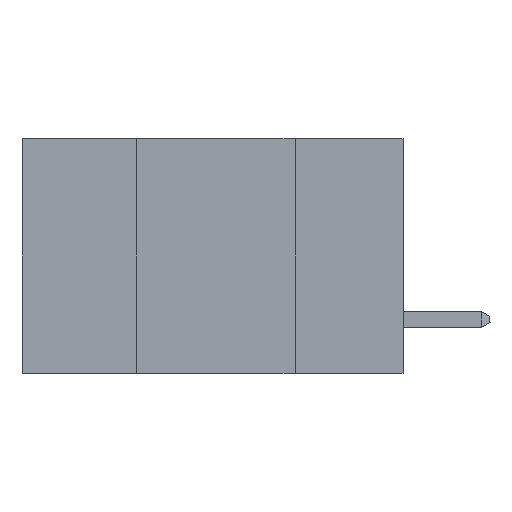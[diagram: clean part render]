
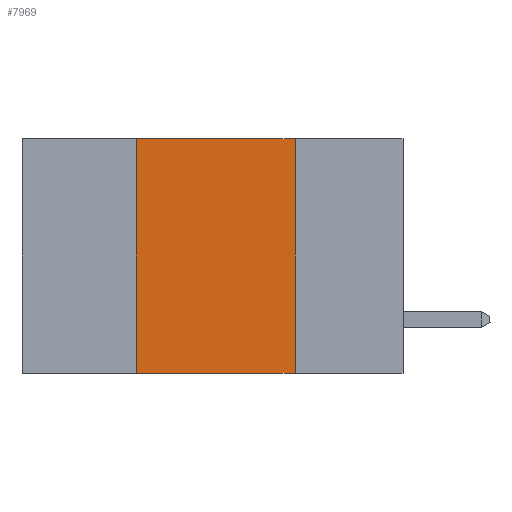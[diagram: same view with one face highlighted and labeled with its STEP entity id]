
A CAD part, left-side view. The second image highlights one B-rep face of the part: STEP entity #7969.
In plain terms, the highlighted planar face has unit normal (-1, 0, 0).
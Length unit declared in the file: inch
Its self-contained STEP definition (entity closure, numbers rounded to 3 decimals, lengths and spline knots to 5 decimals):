
#16 = LINE ( 'NONE', #1112, #5967 ) ;
#1112 = CARTESIAN_POINT ( 'NONE',  ( 0., 0.6, 0. ) ) ;
#1551 = VECTOR ( 'NONE', #3885, 39.37008 ) ;
#1556 = EDGE_LOOP ( 'NONE', ( #12239, #7359, #11906, #10508 ) ) ;
#1849 = VERTEX_POINT ( 'NONE', #5250 ) ;
#2275 = VERTEX_POINT ( 'NONE', #11922 ) ;
#2783 = PLANE ( 'NONE',  #3311 ) ;
#3311 = AXIS2_PLACEMENT_3D ( 'NONE', #5749, #6706, #9640 ) ;
#3885 = DIRECTION ( 'NONE',  ( 0., 0., -1. ) ) ;
#4135 = VERTEX_POINT ( 'NONE', #10794 ) ;
#4393 = FACE_OUTER_BOUND ( 'NONE', #1556, .T. ) ;
#4403 = VECTOR ( 'NONE', #6461, 39.37008 ) ;
#5250 = CARTESIAN_POINT ( 'NONE',  ( 0., 0.42, 0. ) ) ;
#5749 = CARTESIAN_POINT ( 'NONE',  ( 0., 0.6, 0. ) ) ;
#5853 = DIRECTION ( 'NONE',  ( 0., -1., 0. ) ) ;
#5967 = VECTOR ( 'NONE', #10743, 39.37008 ) ;
#6128 = EDGE_CURVE ( 'NONE', #10423, #4135, #10219, .T. ) ;
#6461 = DIRECTION ( 'NONE',  ( 0., 0., 1. ) ) ;
#6706 = DIRECTION ( 'NONE',  ( 1., 0., 0. ) ) ;
#7359 = ORIENTED_EDGE ( 'NONE', *, *, #11420, .F. ) ;
#7435 = EDGE_CURVE ( 'NONE', #2275, #1849, #8200, .T. ) ;
#7969 = ADVANCED_FACE ( 'NONE', ( #4393 ), #2783, .F. ) ;
#8200 = LINE ( 'NONE', #8415, #4403 ) ;
#8415 = CARTESIAN_POINT ( 'NONE',  ( 0., 0.42, 0. ) ) ;
#9253 = LINE ( 'NONE', #12506, #10472 ) ;
#9533 = CARTESIAN_POINT ( 'NONE',  ( 0., 0.17, 0. ) ) ;
#9640 = DIRECTION ( 'NONE',  ( 0., 0., -1. ) ) ;
#10219 = LINE ( 'NONE', #9533, #1551 ) ;
#10423 = VERTEX_POINT ( 'NONE', #11130 ) ;
#10472 = VECTOR ( 'NONE', #5853, 39.37008 ) ;
#10508 = ORIENTED_EDGE ( 'NONE', *, *, #12297, .T. ) ;
#10743 = DIRECTION ( 'NONE',  ( 0., -1., 0. ) ) ;
#10794 = CARTESIAN_POINT ( 'NONE',  ( 0., 0.17, -0.37 ) ) ;
#11130 = CARTESIAN_POINT ( 'NONE',  ( 0., 0.17, 0. ) ) ;
#11420 = EDGE_CURVE ( 'NONE', #1849, #10423, #16, .T. ) ;
#11906 = ORIENTED_EDGE ( 'NONE', *, *, #7435, .F. ) ;
#11922 = CARTESIAN_POINT ( 'NONE',  ( 0., 0.42, -0.37 ) ) ;
#12239 = ORIENTED_EDGE ( 'NONE', *, *, #6128, .F. ) ;
#12297 = EDGE_CURVE ( 'NONE', #2275, #4135, #9253, .T. ) ;
#12506 = CARTESIAN_POINT ( 'NONE',  ( 0., 0.6, -0.37 ) ) ;
